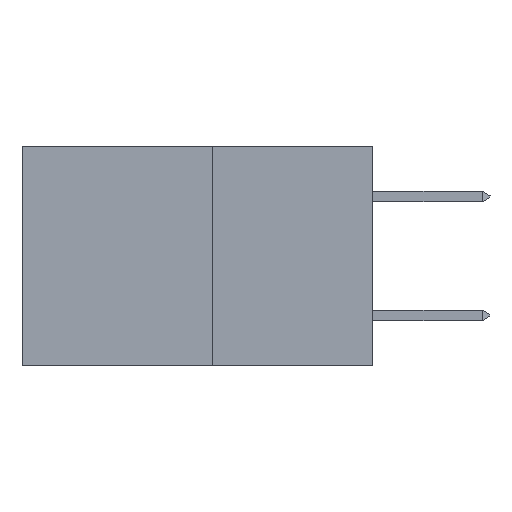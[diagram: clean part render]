
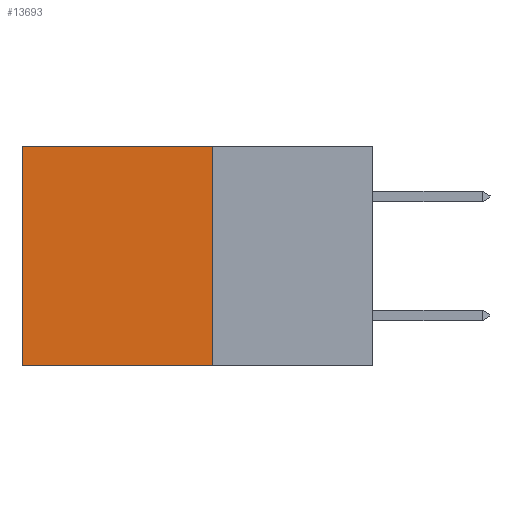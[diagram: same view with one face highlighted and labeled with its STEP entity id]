
A CAD part, left-side view. The second image highlights one B-rep face of the part: STEP entity #13693.
In plain terms, the highlighted planar face has unit normal (-1, 0, 0).
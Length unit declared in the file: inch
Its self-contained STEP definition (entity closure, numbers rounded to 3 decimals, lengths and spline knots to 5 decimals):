
#89 = LINE ( 'NONE', #17265, #25683 ) ;
#3183 = LINE ( 'NONE', #20162, #7952 ) ;
#3297 = EDGE_CURVE ( 'NONE', #21835, #25284, #3183, .T. ) ;
#3931 = EDGE_CURVE ( 'NONE', #11372, #25284, #8238, .T. ) ;
#3980 = DIRECTION ( 'NONE',  ( 0., 0., -1. ) ) ;
#7952 = VECTOR ( 'NONE', #20199, 39.37008 ) ;
#8238 = LINE ( 'NONE', #20364, #18390 ) ;
#8401 = VERTEX_POINT ( 'NONE', #17023 ) ;
#8990 = AXIS2_PLACEMENT_3D ( 'NONE', #26122, #16189, #3980 ) ;
#9285 = CARTESIAN_POINT ( 'NONE',  ( 0.277, 0.27, -0.37 ) ) ;
#9320 = FACE_OUTER_BOUND ( 'NONE', #22998, .T. ) ;
#9718 = CARTESIAN_POINT ( 'NONE',  ( 0.277, 0.59, -0.37 ) ) ;
#10755 = ORIENTED_EDGE ( 'NONE', *, *, #22813, .F. ) ;
#11372 = VERTEX_POINT ( 'NONE', #20572 ) ;
#11948 = VECTOR ( 'NONE', #21362, 39.37008 ) ;
#12326 = CARTESIAN_POINT ( 'NONE',  ( 0.277, 0.27, -0.37 ) ) ;
#13418 = EDGE_CURVE ( 'NONE', #8401, #11372, #89, .T. ) ;
#13535 = ORIENTED_EDGE ( 'NONE', *, *, #13418, .T. ) ;
#13693 = ADVANCED_FACE ( 'NONE', ( #9320 ), #14202, .F. ) ;
#14202 = PLANE ( 'NONE',  #8990 ) ;
#15736 = ORIENTED_EDGE ( 'NONE', *, *, #3297, .F. ) ;
#16189 = DIRECTION ( 'NONE',  ( 1., 0., 0. ) ) ;
#17023 = CARTESIAN_POINT ( 'NONE',  ( 0.277, 0.27, 0. ) ) ;
#17265 = CARTESIAN_POINT ( 'NONE',  ( 0.277, 0.27, 0. ) ) ;
#17354 = DIRECTION ( 'NONE',  ( 0., 1., 0. ) ) ;
#18390 = VECTOR ( 'NONE', #20719, 39.37008 ) ;
#20162 = CARTESIAN_POINT ( 'NONE',  ( 0.277, 0.27, -0.37 ) ) ;
#20199 = DIRECTION ( 'NONE',  ( 0., 1., 0. ) ) ;
#20364 = CARTESIAN_POINT ( 'NONE',  ( 0.277, 0.59, -0.37 ) ) ;
#20572 = CARTESIAN_POINT ( 'NONE',  ( 0.277, 0.59, 0. ) ) ;
#20719 = DIRECTION ( 'NONE',  ( 0., 0., -1. ) ) ;
#21362 = DIRECTION ( 'NONE',  ( 0., 0., -1. ) ) ;
#21835 = VERTEX_POINT ( 'NONE', #12326 ) ;
#22576 = LINE ( 'NONE', #9285, #11948 ) ;
#22795 = ORIENTED_EDGE ( 'NONE', *, *, #3931, .T. ) ;
#22813 = EDGE_CURVE ( 'NONE', #8401, #21835, #22576, .T. ) ;
#22998 = EDGE_LOOP ( 'NONE', ( #22795, #15736, #10755, #13535 ) ) ;
#25284 = VERTEX_POINT ( 'NONE', #9718 ) ;
#25683 = VECTOR ( 'NONE', #17354, 39.37008 ) ;
#26122 = CARTESIAN_POINT ( 'NONE',  ( 0.277, 0.27, -0.37 ) ) ;
